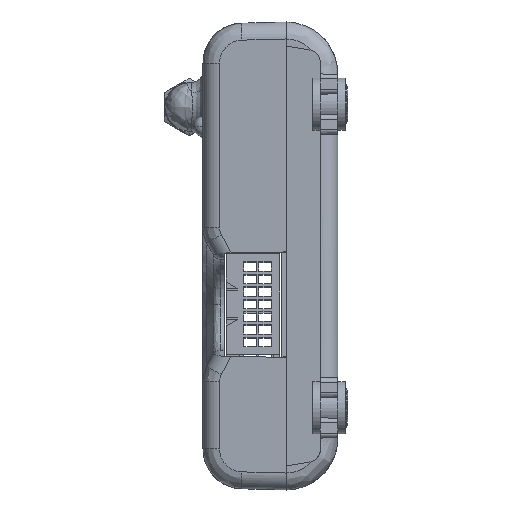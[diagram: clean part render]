
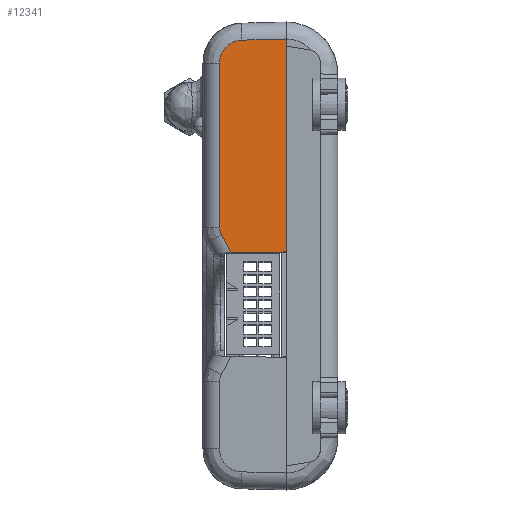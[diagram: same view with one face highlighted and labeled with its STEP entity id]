
A CAD part, left-side view. The second image highlights one B-rep face of the part: STEP entity #12341.
In plain terms, the highlighted planar face has unit normal (-1, 0.026, 0).
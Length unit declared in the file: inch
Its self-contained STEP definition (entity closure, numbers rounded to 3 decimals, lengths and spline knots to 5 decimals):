
#21 = DIRECTION ( 'NONE',  ( 0., 0., 1. ) ) ;
#1053 = CARTESIAN_POINT ( 'NONE',  ( -1.70933, 0.36416, 1.30693 ) ) ;
#1185 = CARTESIAN_POINT ( 'NONE',  ( -1.70964, 0.35242, 1.36386 ) ) ;
#1307 = CARTESIAN_POINT ( 'NONE',  ( -1.71005, 0.33688, 1.39119 ) ) ;
#1425 = CARTESIAN_POINT ( 'NONE',  ( -1.71111, 0.29611, 1.42954 ) ) ;
#1662 = CARTESIAN_POINT ( 'NONE',  ( -1.70933, 0.36416, 0.27583 ) ) ;
#2160 = VERTEX_POINT ( 'NONE', #1662 ) ;
#2263 = ORIENTED_EDGE ( 'NONE', *, *, #35056, .T. ) ;
#2801 = CARTESIAN_POINT ( 'NONE',  ( -1.70933, 0.36416, 1.30693 ) ) ;
#3092 = CARTESIAN_POINT ( 'NONE',  ( -1.70943, 0.36026, 0.24491 ) ) ;
#3310 = EDGE_LOOP ( 'NONE', ( #14130, #12076, #14538, #34085, #23374, #21676, #2263 ) ) ;
#3855 = CARTESIAN_POINT ( 'NONE',  ( -1.70933, 0.36417, 1.31908 ) ) ;
#3988 = CARTESIAN_POINT ( 'NONE',  ( -1.70967, 0.35139, 1.36615 ) ) ;
#4105 = CARTESIAN_POINT ( 'NONE',  ( -1.71009, 0.33522, 1.39342 ) ) ;
#4236 = CARTESIAN_POINT ( 'NONE',  ( -1.71204, 0.26081, 1.44604 ) ) ;
#4443 = CARTESIAN_POINT ( 'NONE',  ( -1.72029, -0.05422, 1.45787 ) ) ;
#6168 = EDGE_CURVE ( 'NONE', #13526, #2160, #28300, .T. ) ;
#6420 = DIRECTION ( 'NONE',  ( 0., 0., 1. ) ) ;
#6615 = CARTESIAN_POINT ( 'NONE',  ( -1.7094, 0.36157, 1.33416 ) ) ;
#6740 = CARTESIAN_POINT ( 'NONE',  ( -1.70967, 0.35116, 1.36665 ) ) ;
#6866 = CARTESIAN_POINT ( 'NONE',  ( -1.71011, 0.33434, 1.39458 ) ) ;
#6990 = CARTESIAN_POINT ( 'NONE',  ( -1.713, 0.22422, 1.45058 ) ) ;
#7501 = EDGE_CURVE ( 'NONE', #13526, #13060, #18315, .T. ) ;
#8244 = CARTESIAN_POINT ( 'NONE',  ( -1.70963, 0.35289, 0.23128 ) ) ;
#8666 = CARTESIAN_POINT ( 'NONE',  ( -1.70933, 0.36416, 0.26033 ) ) ;
#8773 = VERTEX_POINT ( 'NONE', #30727 ) ;
#8891 = FACE_OUTER_BOUND ( 'NONE', #3310, .T. ) ;
#9246 = EDGE_CURVE ( 'NONE', #2160, #9277, #26159, .T. ) ;
#9277 = VERTEX_POINT ( 'NONE', #2801 ) ;
#9409 = CARTESIAN_POINT ( 'NONE',  ( -1.70942, 0.36094, 1.3372 ) ) ;
#9527 = CARTESIAN_POINT ( 'NONE',  ( -1.70969, 0.35066, 1.36775 ) ) ;
#9651 = CARTESIAN_POINT ( 'NONE',  ( -1.71022, 0.33041, 1.3996 ) ) ;
#10058 = EDGE_CURVE ( 'NONE', #16265, #8773, #13650, .T. ) ;
#11661 = EDGE_CURVE ( 'NONE', #9277, #14020, #21495, .T. ) ;
#12076 = ORIENTED_EDGE ( 'NONE', *, *, #9246, .F. ) ;
#12222 = CARTESIAN_POINT ( 'NONE',  ( -1.70944, 0.35994, 1.34161 ) ) ;
#12341 = ADVANCED_FACE ( 'NONE', ( #8891 ), #18471, .T. ) ;
#12343 = CARTESIAN_POINT ( 'NONE',  ( -1.70974, 0.3486, 1.37203 ) ) ;
#12487 = CARTESIAN_POINT ( 'NONE',  ( -1.71049, 0.32001, 1.41069 ) ) ;
#13060 = VERTEX_POINT ( 'NONE', #32793 ) ;
#13526 = VERTEX_POINT ( 'NONE', #20969 ) ;
#13650 = LINE ( 'NONE', #19688, #20014 ) ;
#14020 = VERTEX_POINT ( 'NONE', #17357 ) ;
#14130 = ORIENTED_EDGE ( 'NONE', *, *, #11661, .F. ) ;
#14538 = ORIENTED_EDGE ( 'NONE', *, *, #6168, .F. ) ;
#14875 = CARTESIAN_POINT ( 'NONE',  ( -1.70933, 0.36416, 1.31092 ) ) ;
#15005 = CARTESIAN_POINT ( 'NONE',  ( -1.70952, 0.35712, 1.35161 ) ) ;
#15124 = CARTESIAN_POINT ( 'NONE',  ( -1.7099, 0.34244, 1.38294 ) ) ;
#15249 = CARTESIAN_POINT ( 'NONE',  ( -1.71073, 0.31083, 1.41868 ) ) ;
#15871 = CARTESIAN_POINT ( 'NONE',  ( -1.72029, -0.05422, -1.36586 ) ) ;
#16265 = VERTEX_POINT ( 'NONE', #34113 ) ;
#16482 = DIRECTION ( 'NONE',  ( -0.012, -0.475, -0.88 ) ) ;
#16604 = CARTESIAN_POINT ( 'NONE',  ( -1.70933, 0.36416, 0.09914 ) ) ;
#17357 = CARTESIAN_POINT ( 'NONE',  ( -1.713, 0.22422, 1.45058 ) ) ;
#17729 = CARTESIAN_POINT ( 'NONE',  ( -1.70962, 0.35323, 1.36194 ) ) ;
#17850 = CARTESIAN_POINT ( 'NONE',  ( -1.71002, 0.33791, 1.38974 ) ) ;
#17979 = CARTESIAN_POINT ( 'NONE',  ( -1.71087, 0.30541, 1.42285 ) ) ;
#18315 = LINE ( 'NONE', #8244, #24787 ) ;
#18471 = PLANE ( 'NONE',  #33707 ) ;
#18584 = DIRECTION ( 'NONE',  ( -0.026, -1., 0. ) ) ;
#19688 = CARTESIAN_POINT ( 'NONE',  ( -1.72029, -0.05422, -1.36586 ) ) ;
#20014 = VECTOR ( 'NONE', #6420, 39.37008 ) ;
#20493 = CARTESIAN_POINT ( 'NONE',  ( -1.70966, 0.35149, 1.36593 ) ) ;
#20627 = CARTESIAN_POINT ( 'NONE',  ( -1.71008, 0.3355, 1.39305 ) ) ;
#20741 = CARTESIAN_POINT ( 'NONE',  ( -1.71138, 0.28603, 1.43509 ) ) ;
#20969 = CARTESIAN_POINT ( 'NONE',  ( -1.70963, 0.35289, 0.23128 ) ) ;
#21495 = B_SPLINE_CURVE_WITH_KNOTS ( 'NONE', 3,
 ( #1053, #14875, #3855, #23164, #6615, #25925, #9409, #28713, #12222, #31501, #15005, #34245, #17729, #1185, #20493, #3988, #23288, #6740, #26053, #9527, #28841, #12343, #31620, #15124, #34385, #17850, #1307, #20627, #4105, #23401, #6866, #26179, #9651, #28978, #12487, #31746, #15249, #34512, #17979, #1425, #20741, #4236, #23522, #6990 ),
 .UNSPECIFIED., .F., .F.,
 ( 4, 2, 2, 2, 1, 2, 2, 2, 2, 2, 1, 2, 2, 2, 2, 2, 2, 1, 2, 2, 2, 1, 2, 4 ),
 ( 0., 0.125, 0.14063, 0.14844, 0.15625, 0.1875, 0.25, 0.28125, 0.28516, 0.28906, 0.29688, 0.3125, 0.375, 0.40625, 0.42188, 0.42578, 0.42969, 0.4375, 0.5, 0.5625, 0.59375, 0.625, 0.75, 1. ),
 .UNSPECIFIED. ) ;
#21676 = ORIENTED_EDGE ( 'NONE', *, *, #10058, .T. ) ;
#22422 = CARTESIAN_POINT ( 'NONE',  ( -1.70963, 0.35289, 0.23128 ) ) ;
#22843 = EDGE_CURVE ( 'NONE', #13060, #16265, #27939, .T. ) ;
#23164 = CARTESIAN_POINT ( 'NONE',  ( -1.70939, 0.36186, 1.33259 ) ) ;
#23288 = CARTESIAN_POINT ( 'NONE',  ( -1.70967, 0.35118, 1.36661 ) ) ;
#23374 = ORIENTED_EDGE ( 'NONE', *, *, #22843, .T. ) ;
#23401 = CARTESIAN_POINT ( 'NONE',  ( -1.71011, 0.33464, 1.39418 ) ) ;
#23522 = CARTESIAN_POINT ( 'NONE',  ( -1.71252, 0.2426, 1.45017 ) ) ;
#24787 = VECTOR ( 'NONE', #16482, 39.37008 ) ;
#25925 = CARTESIAN_POINT ( 'NONE',  ( -1.70941, 0.36107, 1.33658 ) ) ;
#26053 = CARTESIAN_POINT ( 'NONE',  ( -1.70968, 0.351, 1.367 ) ) ;
#26159 = LINE ( 'NONE', #16604, #32656 ) ;
#26179 = CARTESIAN_POINT ( 'NONE',  ( -1.71013, 0.33378, 1.3953 ) ) ;
#26521 = DIRECTION ( 'NONE',  ( 0.026, 0.999, -0.026 ) ) ;
#27087 = VECTOR ( 'NONE', #29878, 39.37008 ) ;
#27939 = LINE ( 'NONE', #32386, #27087 ) ;
#27983 = CARTESIAN_POINT ( 'NONE',  ( -1.70933, 0.36416, 0.27583 ) ) ;
#28300 = B_SPLINE_CURVE_WITH_KNOTS ( 'NONE', 3,
 ( #22422, #3092, #8666, #27983 ),
 .UNSPECIFIED., .F., .F.,
 ( 4, 4 ),
 ( 0., 1. ),
 .UNSPECIFIED. ) ;
#28414 = VECTOR ( 'NONE', #26521, 39.37008 ) ;
#28713 = CARTESIAN_POINT ( 'NONE',  ( -1.70942, 0.36066, 1.33847 ) ) ;
#28841 = CARTESIAN_POINT ( 'NONE',  ( -1.7097, 0.35023, 1.36866 ) ) ;
#28978 = CARTESIAN_POINT ( 'NONE',  ( -1.71031, 0.3268, 1.40371 ) ) ;
#29878 = DIRECTION ( 'NONE',  ( -0.026, -1., 0.017 ) ) ;
#30727 = CARTESIAN_POINT ( 'NONE',  ( -1.72029, -0.05422, 1.45787 ) ) ;
#31501 = CARTESIAN_POINT ( 'NONE',  ( -1.70946, 0.35915, 1.34462 ) ) ;
#31620 = CARTESIAN_POINT ( 'NONE',  ( -1.70979, 0.34668, 1.37583 ) ) ;
#31746 = CARTESIAN_POINT ( 'NONE',  ( -1.71058, 0.31643, 1.41399 ) ) ;
#32313 = LINE ( 'NONE', #4443, #28414 ) ;
#32386 = CARTESIAN_POINT ( 'NONE',  ( -1.71122, 0.29194, 0.11852 ) ) ;
#32656 = VECTOR ( 'NONE', #21, 39.37008 ) ;
#32793 = CARTESIAN_POINT ( 'NONE',  ( -1.71122, 0.29194, 0.11852 ) ) ;
#33707 = AXIS2_PLACEMENT_3D ( 'NONE', #15871, #35135, #18584 ) ;
#34085 = ORIENTED_EDGE ( 'NONE', *, *, #7501, .T. ) ;
#34113 = CARTESIAN_POINT ( 'NONE',  ( -1.72029, -0.05422, 0.12457 ) ) ;
#34245 = CARTESIAN_POINT ( 'NONE',  ( -1.70956, 0.35561, 1.35593 ) ) ;
#34385 = CARTESIAN_POINT ( 'NONE',  ( -1.70994, 0.34079, 1.38555 ) ) ;
#34512 = CARTESIAN_POINT ( 'NONE',  ( -1.71078, 0.30906, 1.42009 ) ) ;
#35056 = EDGE_CURVE ( 'NONE', #8773, #14020, #32313, .T. ) ;
#35135 = DIRECTION ( 'NONE',  ( -1., 0.026, 0. ) ) ;
